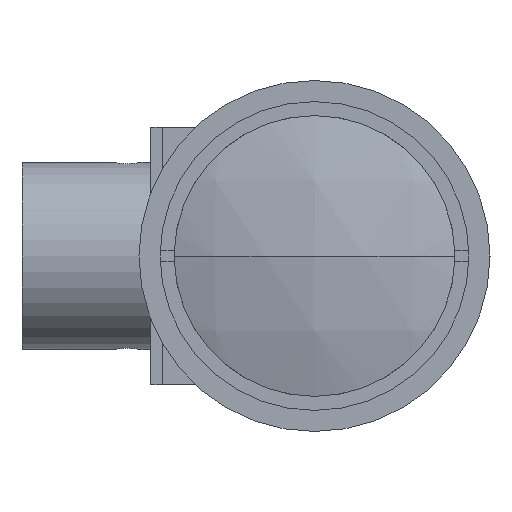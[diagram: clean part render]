
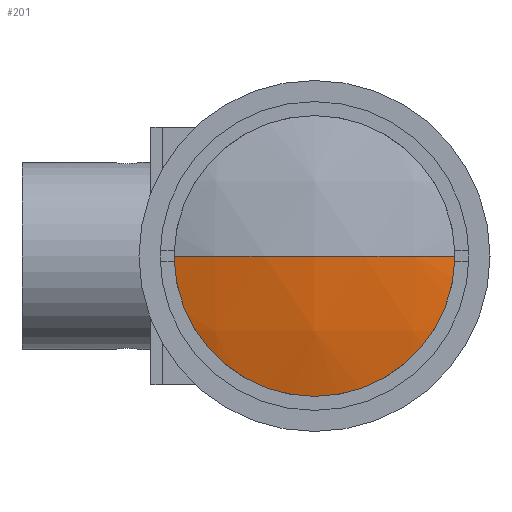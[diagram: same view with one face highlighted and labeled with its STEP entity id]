
A CAD part, left-side view. The second image highlights one B-rep face of the part: STEP entity #201.
In plain terms, the highlighted spherical face has radius 39.946 mm.
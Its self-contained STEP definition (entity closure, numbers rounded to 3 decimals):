
#76 = CIRCLE ( 'NONE', #373, 12.7 ) ;
#170 = DIRECTION ( 'NONE',  ( 0., 0., 1. ) ) ;
#201 = ADVANCED_FACE ( 'NONE', ( #1519 ), #2322, .T. ) ;
#221 = DIRECTION ( 'NONE',  ( -1., 0., 0. ) ) ;
#269 = AXIS2_PLACEMENT_3D ( 'NONE', #1120, #2536, #2039 ) ;
#276 = AXIS2_PLACEMENT_3D ( 'NONE', #1023, #333, #800 ) ;
#333 = DIRECTION ( 'NONE',  ( 0., 0., -1. ) ) ;
#373 = AXIS2_PLACEMENT_3D ( 'NONE', #1665, #221, #1916 ) ;
#412 = EDGE_CURVE ( 'NONE', #1754, #1943, #2921, .T. ) ;
#458 = EDGE_LOOP ( 'NONE', ( #563, #693, #1502 ) ) ;
#563 = ORIENTED_EDGE ( 'NONE', *, *, #1277, .T. ) ;
#693 = ORIENTED_EDGE ( 'NONE', *, *, #412, .T. ) ;
#720 = CARTESIAN_POINT ( 'NONE',  ( 3.304, -12.7, 0. ) ) ;
#800 = DIRECTION ( 'NONE',  ( 0., 1., 0. ) ) ;
#1023 = CARTESIAN_POINT ( 'NONE',  ( 41.178, 0., 0. ) ) ;
#1120 = CARTESIAN_POINT ( 'NONE',  ( 41.178, 0., 0. ) ) ;
#1277 = EDGE_CURVE ( 'NONE', #3040, #1754, #76, .T. ) ;
#1317 = CARTESIAN_POINT ( 'NONE',  ( 1.232, 0., 0. ) ) ;
#1502 = ORIENTED_EDGE ( 'NONE', *, *, #2593, .F. ) ;
#1519 = FACE_OUTER_BOUND ( 'NONE', #458, .T. ) ;
#1603 = CARTESIAN_POINT ( 'NONE',  ( 41.178, 0., 0. ) ) ;
#1665 = CARTESIAN_POINT ( 'NONE',  ( 3.304, 0., 0. ) ) ;
#1754 = VERTEX_POINT ( 'NONE', #720 ) ;
#1859 = DIRECTION ( 'NONE',  ( 1., 0., 0. ) ) ;
#1916 = DIRECTION ( 'NONE',  ( 0., 0., 1. ) ) ;
#1943 = VERTEX_POINT ( 'NONE', #1317 ) ;
#2039 = DIRECTION ( 'NONE',  ( 0., 1., 0. ) ) ;
#2322 = SPHERICAL_SURFACE ( 'NONE', #269, 39.946 ) ;
#2333 = AXIS2_PLACEMENT_3D ( 'NONE', #1603, #170, #1859 ) ;
#2498 = CIRCLE ( 'NONE', #2333, 39.946 ) ;
#2536 = DIRECTION ( 'NONE',  ( 0., 0., -1. ) ) ;
#2593 = EDGE_CURVE ( 'NONE', #3040, #1943, #2498, .T. ) ;
#2682 = CARTESIAN_POINT ( 'NONE',  ( 3.304, 12.7, 0. ) ) ;
#2921 = CIRCLE ( 'NONE', #276, 39.946 ) ;
#3040 = VERTEX_POINT ( 'NONE', #2682 ) ;
